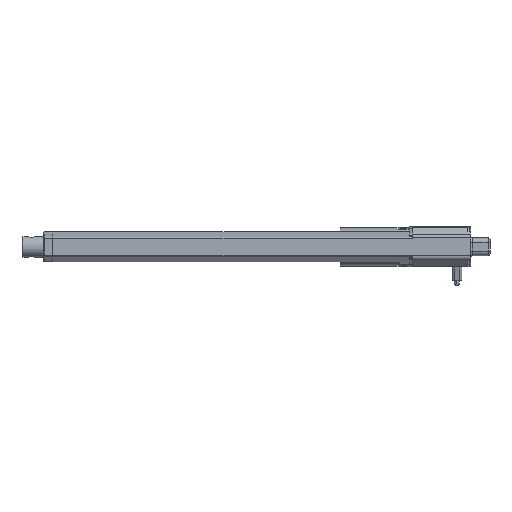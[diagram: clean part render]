
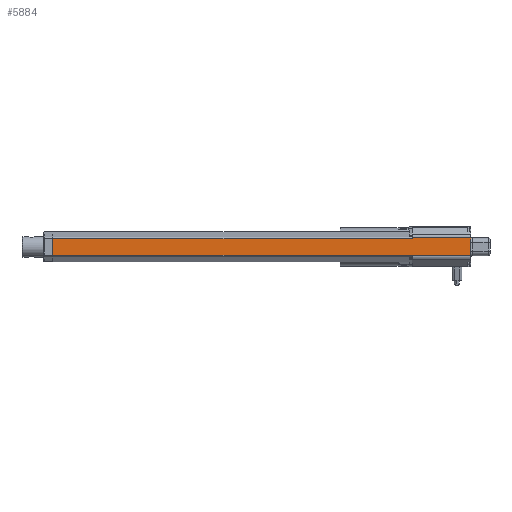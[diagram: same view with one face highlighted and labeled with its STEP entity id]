
A CAD part, left-side view. The second image highlights one B-rep face of the part: STEP entity #5884.
In plain terms, the highlighted planar face has unit normal (-1, 0, 0).
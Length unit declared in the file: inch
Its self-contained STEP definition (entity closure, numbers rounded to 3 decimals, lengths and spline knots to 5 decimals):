
#82 = VECTOR ( 'NONE', #7411, 39.37008 ) ;
#253 = CARTESIAN_POINT ( 'NONE',  ( 0., 2.28, -0.43284 ) ) ;
#355 = LINE ( 'NONE', #2707, #82 ) ;
#421 = EDGE_CURVE ( 'NONE', #6226, #1889, #355, .T. ) ;
#637 = ORIENTED_EDGE ( 'NONE', *, *, #10627, .T. ) ;
#792 = DIRECTION ( 'NONE',  ( 0., 0., 1. ) ) ;
#835 = CARTESIAN_POINT ( 'NONE',  ( 0., 2.28, -1.09992 ) ) ;
#989 = CARTESIAN_POINT ( 'NONE',  ( 0., 16.28, -0.4638 ) ) ;
#1281 = VERTEX_POINT ( 'NONE', #6560 ) ;
#1333 = CARTESIAN_POINT ( 'NONE',  ( 0., 0., -1.12716 ) ) ;
#1356 = DIRECTION ( 'NONE',  ( 0., 0., 1. ) ) ;
#1485 = EDGE_CURVE ( 'NONE', #2767, #10225, #11039, .T. ) ;
#1720 = EDGE_CURVE ( 'NONE', #1281, #3864, #7046, .T. ) ;
#1807 = CARTESIAN_POINT ( 'NONE',  ( 0., 16.28, -0.4638 ) ) ;
#1889 = VERTEX_POINT ( 'NONE', #989 ) ;
#1925 = CARTESIAN_POINT ( 'NONE',  ( 0., 16.28, -1.09992 ) ) ;
#2038 = LINE ( 'NONE', #1807, #6958 ) ;
#2071 = ORIENTED_EDGE ( 'NONE', *, *, #1720, .F. ) ;
#2124 = VECTOR ( 'NONE', #9739, 39.37008 ) ;
#2346 = VERTEX_POINT ( 'NONE', #1333 ) ;
#2381 = CARTESIAN_POINT ( 'NONE',  ( 0., 16.28, -1.09992 ) ) ;
#2492 = ORIENTED_EDGE ( 'NONE', *, *, #8810, .T. ) ;
#2583 = VERTEX_POINT ( 'NONE', #3959 ) ;
#2707 = CARTESIAN_POINT ( 'NONE',  ( 0., 16.28, -1.09992 ) ) ;
#2767 = VERTEX_POINT ( 'NONE', #6460 ) ;
#2934 = DIRECTION ( 'NONE',  ( 0., -1., 0. ) ) ;
#3214 = ORIENTED_EDGE ( 'NONE', *, *, #421, .F. ) ;
#3225 = VECTOR ( 'NONE', #792, 39.37008 ) ;
#3858 = CARTESIAN_POINT ( 'NONE',  ( 0., 2.28, -0.35 ) ) ;
#3864 = VERTEX_POINT ( 'NONE', #253 ) ;
#3866 = FACE_OUTER_BOUND ( 'NONE', #8521, .T. ) ;
#3880 = ORIENTED_EDGE ( 'NONE', *, *, #6428, .T. ) ;
#3959 = CARTESIAN_POINT ( 'NONE',  ( 0., 0., -0.43284 ) ) ;
#4380 = AXIS2_PLACEMENT_3D ( 'NONE', #3858, #10250, #4827 ) ;
#4630 = LINE ( 'NONE', #1925, #11580 ) ;
#4827 = DIRECTION ( 'NONE',  ( 0., 0., -1. ) ) ;
#5413 = CARTESIAN_POINT ( 'NONE',  ( 0., 2.28, -0.35 ) ) ;
#5441 = ORIENTED_EDGE ( 'NONE', *, *, #7836, .F. ) ;
#5465 = CARTESIAN_POINT ( 'NONE',  ( 0., 2.28, -0.35 ) ) ;
#5697 = PLANE ( 'NONE',  #4380 ) ;
#5740 = VECTOR ( 'NONE', #6923, 39.37008 ) ;
#5884 = ADVANCED_FACE ( 'NONE', ( #3866 ), #5697, .F. ) ;
#6226 = VERTEX_POINT ( 'NONE', #2381 ) ;
#6428 = EDGE_CURVE ( 'NONE', #2346, #2583, #10831, .T. ) ;
#6460 = CARTESIAN_POINT ( 'NONE',  ( 0., 2.28, -1.12716 ) ) ;
#6560 = CARTESIAN_POINT ( 'NONE',  ( 0., 2.28, -0.4638 ) ) ;
#6923 = DIRECTION ( 'NONE',  ( 0., 1., 0. ) ) ;
#6958 = VECTOR ( 'NONE', #8255, 39.37008 ) ;
#6997 = ORIENTED_EDGE ( 'NONE', *, *, #1485, .F. ) ;
#7046 = LINE ( 'NONE', #5465, #2124 ) ;
#7411 = DIRECTION ( 'NONE',  ( 0., 0., 1. ) ) ;
#7836 = EDGE_CURVE ( 'NONE', #1889, #1281, #2038, .T. ) ;
#8255 = DIRECTION ( 'NONE',  ( 0., -1., 0. ) ) ;
#8521 = EDGE_LOOP ( 'NONE', ( #3880, #10315, #2071, #5441, #3214, #2492, #6997, #637 ) ) ;
#8608 = VECTOR ( 'NONE', #1356, 39.37008 ) ;
#8634 = VECTOR ( 'NONE', #10966, 39.37008 ) ;
#8810 = EDGE_CURVE ( 'NONE', #6226, #10225, #4630, .T. ) ;
#9173 = CARTESIAN_POINT ( 'NONE',  ( 0., 2.28, -1.12716 ) ) ;
#9319 = EDGE_CURVE ( 'NONE', #2583, #3864, #10578, .T. ) ;
#9691 = CARTESIAN_POINT ( 'NONE',  ( 0., 2.28, -0.43284 ) ) ;
#9739 = DIRECTION ( 'NONE',  ( 0., 0., 1. ) ) ;
#10225 = VERTEX_POINT ( 'NONE', #835 ) ;
#10250 = DIRECTION ( 'NONE',  ( 1., 0., 0. ) ) ;
#10315 = ORIENTED_EDGE ( 'NONE', *, *, #9319, .T. ) ;
#10578 = LINE ( 'NONE', #9691, #5740 ) ;
#10627 = EDGE_CURVE ( 'NONE', #2767, #2346, #11063, .T. ) ;
#10831 = LINE ( 'NONE', #11767, #3225 ) ;
#10966 = DIRECTION ( 'NONE',  ( 0., -1., 0. ) ) ;
#11039 = LINE ( 'NONE', #5413, #8608 ) ;
#11063 = LINE ( 'NONE', #9173, #8634 ) ;
#11580 = VECTOR ( 'NONE', #2934, 39.37008 ) ;
#11767 = CARTESIAN_POINT ( 'NONE',  ( 0., 0., -0.35 ) ) ;
